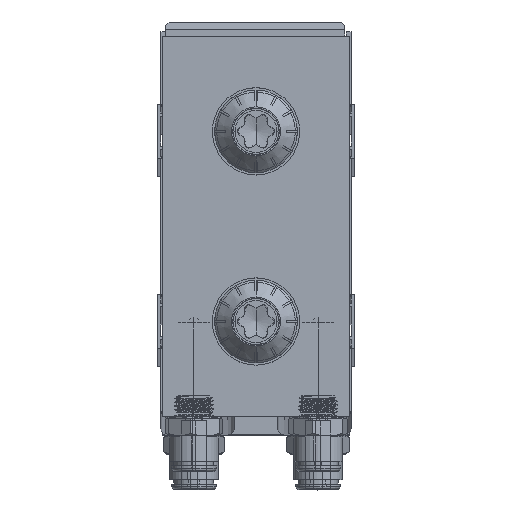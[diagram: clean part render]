
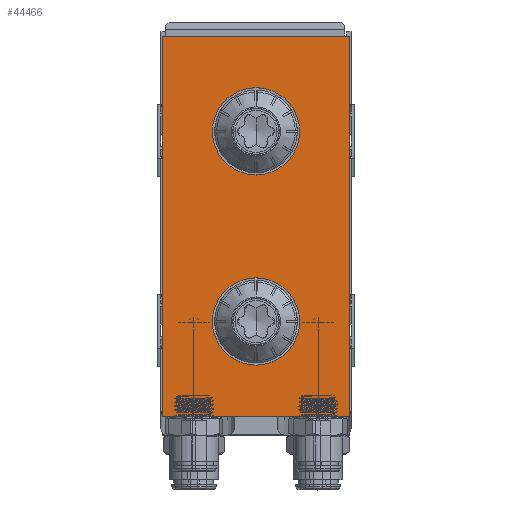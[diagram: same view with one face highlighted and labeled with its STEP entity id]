
A CAD part, top view. The second image highlights one B-rep face of the part: STEP entity #44466.
In plain terms, the highlighted planar face has unit normal (0, 0, 1).
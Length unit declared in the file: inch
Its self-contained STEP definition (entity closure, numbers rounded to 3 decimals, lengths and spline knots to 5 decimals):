
#2036 = CARTESIAN_POINT ( 'NONE',  ( 22.94887, 30.2459, 92.36207 ) ) ;
#4351 = VERTEX_POINT ( 'NONE', #57269 ) ;
#6659 = DIRECTION ( 'NONE',  ( -1., 0., 0. ) ) ;
#11013 = CARTESIAN_POINT ( 'NONE',  ( 22.07387, 32.0174, 92.36207 ) ) ;
#11164 = LINE ( 'NONE', #39890, #68164 ) ;
#11647 = DIRECTION ( 'NONE',  ( 1., 0., 0. ) ) ;
#11727 = VERTEX_POINT ( 'NONE', #33191 ) ;
#12800 = CARTESIAN_POINT ( 'NONE',  ( 22.07387, 32.0174, 92.36207 ) ) ;
#13848 = AXIS2_PLACEMENT_3D ( 'NONE', #2036, #60640, #31179 ) ;
#14028 = VECTOR ( 'NONE', #6659, 39.37008 ) ;
#18604 = EDGE_CURVE ( 'NONE', #18731, #26911, #58134, .T. ) ;
#18721 = CARTESIAN_POINT ( 'NONE',  ( 22.54262, 29.3604, 92.36207 ) ) ;
#18731 = VERTEX_POINT ( 'NONE', #55188 ) ;
#20102 = EDGE_LOOP ( 'NONE', ( #74452, #59586 ) ) ;
#21693 = VECTOR ( 'NONE', #59101, 39.37008 ) ;
#21788 = DIRECTION ( 'NONE',  ( 0., 0., 1. ) ) ;
#22894 = CARTESIAN_POINT ( 'NONE',  ( 22.94887, 31.1314, 92.36207 ) ) ;
#22953 = ORIENTED_EDGE ( 'NONE', *, *, #48601, .T. ) ;
#23072 = FACE_BOUND ( 'NONE', #41827, .T. ) ;
#26911 = VERTEX_POINT ( 'NONE', #18721 ) ;
#27975 = CIRCLE ( 'NONE', #31681, 0.40625 ) ;
#28136 = FACE_BOUND ( 'NONE', #20102, .T. ) ;
#28648 = VECTOR ( 'NONE', #66166, 39.37008 ) ;
#29704 = CARTESIAN_POINT ( 'NONE',  ( 23.82387, 28.4744, 92.36207 ) ) ;
#31179 = DIRECTION ( 'NONE',  ( 1., 0., 0. ) ) ;
#31681 = AXIS2_PLACEMENT_3D ( 'NONE', #63266, #75309, #34979 ) ;
#33077 = ORIENTED_EDGE ( 'NONE', *, *, #68757, .T. ) ;
#33191 = CARTESIAN_POINT ( 'NONE',  ( 23.35512, 31.1314, 92.36207 ) ) ;
#33475 = CIRCLE ( 'NONE', #70584, 0.40625 ) ;
#33810 = CARTESIAN_POINT ( 'NONE',  ( 22.54262, 31.1314, 92.36207 ) ) ;
#34979 = DIRECTION ( 'NONE',  ( 1., 0., 0. ) ) ;
#35935 = VERTEX_POINT ( 'NONE', #29704 ) ;
#36748 = EDGE_CURVE ( 'NONE', #11727, #71125, #70970, .T. ) ;
#38097 = CARTESIAN_POINT ( 'NONE',  ( 22.94887, 29.3604, 92.36207 ) ) ;
#39890 = CARTESIAN_POINT ( 'NONE',  ( 22.07387, 28.4744, 92.36207 ) ) ;
#41020 = EDGE_LOOP ( 'NONE', ( #22953, #74045, #65558, #33077 ) ) ;
#41827 = EDGE_LOOP ( 'NONE', ( #64286, #71748 ) ) ;
#42171 = VERTEX_POINT ( 'NONE', #51324 ) ;
#43483 = DIRECTION ( 'NONE',  ( 0., 0., 1. ) ) ;
#44466 = ADVANCED_FACE ( 'NONE', ( #28136, #23072, #51735 ), #75431, .T. ) ;
#48601 = EDGE_CURVE ( 'NONE', #49094, #4351, #58314, .T. ) ;
#48705 = LINE ( 'NONE', #72354, #28648 ) ;
#49032 = EDGE_CURVE ( 'NONE', #71125, #11727, #27975, .T. ) ;
#49094 = VERTEX_POINT ( 'NONE', #12800 ) ;
#51324 = CARTESIAN_POINT ( 'NONE',  ( 23.82387, 32.0174, 92.36207 ) ) ;
#51611 = DIRECTION ( 'NONE',  ( 1., 0., 0. ) ) ;
#51735 = FACE_OUTER_BOUND ( 'NONE', #41020, .T. ) ;
#51894 = AXIS2_PLACEMENT_3D ( 'NONE', #38097, #43483, #56234 ) ;
#52349 = AXIS2_PLACEMENT_3D ( 'NONE', #22894, #64756, #11647 ) ;
#52382 = EDGE_CURVE ( 'NONE', #26911, #18731, #33475, .T. ) ;
#55188 = CARTESIAN_POINT ( 'NONE',  ( 23.35512, 29.3604, 92.36207 ) ) ;
#56234 = DIRECTION ( 'NONE',  ( 1., 0., 0. ) ) ;
#56939 = EDGE_CURVE ( 'NONE', #4351, #35935, #11164, .T. ) ;
#57027 = EDGE_CURVE ( 'NONE', #35935, #42171, #48705, .T. ) ;
#57269 = CARTESIAN_POINT ( 'NONE',  ( 22.07387, 28.4744, 92.36207 ) ) ;
#58134 = CIRCLE ( 'NONE', #51894, 0.40625 ) ;
#58314 = LINE ( 'NONE', #11013, #21693 ) ;
#58453 = DIRECTION ( 'NONE',  ( 1., 0., 0. ) ) ;
#59101 = DIRECTION ( 'NONE',  ( 0., -1., 0. ) ) ;
#59586 = ORIENTED_EDGE ( 'NONE', *, *, #49032, .F. ) ;
#60576 = CARTESIAN_POINT ( 'NONE',  ( 22.07387, 32.0174, 92.36207 ) ) ;
#60640 = DIRECTION ( 'NONE',  ( 0., 0., 1. ) ) ;
#60934 = LINE ( 'NONE', #60576, #14028 ) ;
#63266 = CARTESIAN_POINT ( 'NONE',  ( 22.94887, 31.1314, 92.36207 ) ) ;
#63278 = CARTESIAN_POINT ( 'NONE',  ( 22.94887, 29.3604, 92.36207 ) ) ;
#64286 = ORIENTED_EDGE ( 'NONE', *, *, #18604, .F. ) ;
#64756 = DIRECTION ( 'NONE',  ( 0., 0., 1. ) ) ;
#65558 = ORIENTED_EDGE ( 'NONE', *, *, #57027, .T. ) ;
#66166 = DIRECTION ( 'NONE',  ( 0., 1., 0. ) ) ;
#68164 = VECTOR ( 'NONE', #58453, 39.37008 ) ;
#68757 = EDGE_CURVE ( 'NONE', #42171, #49094, #60934, .T. ) ;
#70584 = AXIS2_PLACEMENT_3D ( 'NONE', #63278, #21788, #51611 ) ;
#70970 = CIRCLE ( 'NONE', #52349, 0.40625 ) ;
#71125 = VERTEX_POINT ( 'NONE', #33810 ) ;
#71748 = ORIENTED_EDGE ( 'NONE', *, *, #52382, .F. ) ;
#72354 = CARTESIAN_POINT ( 'NONE',  ( 23.82387, 32.0174, 92.36207 ) ) ;
#74045 = ORIENTED_EDGE ( 'NONE', *, *, #56939, .T. ) ;
#74452 = ORIENTED_EDGE ( 'NONE', *, *, #36748, .F. ) ;
#75309 = DIRECTION ( 'NONE',  ( 0., 0., 1. ) ) ;
#75431 = PLANE ( 'NONE',  #13848 ) ;
